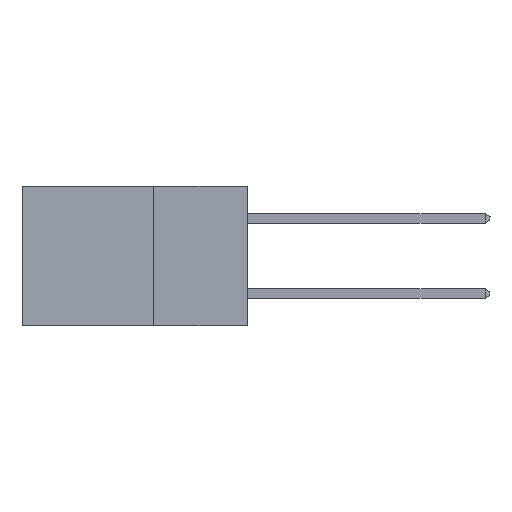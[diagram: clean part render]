
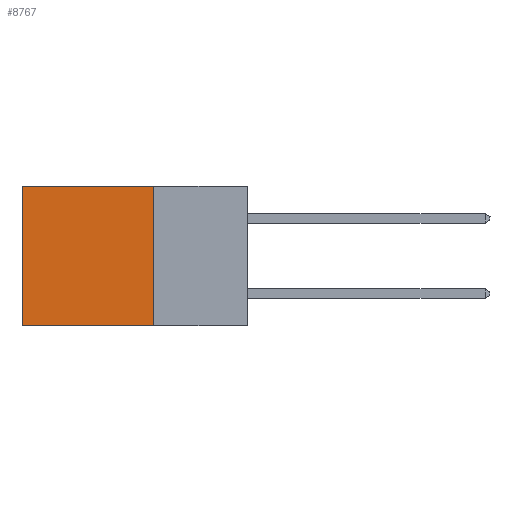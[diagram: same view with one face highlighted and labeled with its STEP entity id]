
A CAD part, left-side view. The second image highlights one B-rep face of the part: STEP entity #8767.
In plain terms, the highlighted planar face has unit normal (-1, 0, 0).
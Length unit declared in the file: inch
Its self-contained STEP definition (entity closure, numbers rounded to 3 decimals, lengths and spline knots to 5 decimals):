
#90 = VERTEX_POINT ( 'NONE', #13940 ) ;
#938 = ORIENTED_EDGE ( 'NONE', *, *, #1729, .F. ) ;
#1188 = CARTESIAN_POINT ( 'NONE',  ( 0.2615, 0.25, -0.37 ) ) ;
#1729 = EDGE_CURVE ( 'NONE', #90, #9054, #15389, .T. ) ;
#2327 = DIRECTION ( 'NONE',  ( 0., 0., -1. ) ) ;
#3011 = EDGE_CURVE ( 'NONE', #8795, #9573, #5963, .T. ) ;
#3918 = DIRECTION ( 'NONE',  ( 0., 0., -1. ) ) ;
#4292 = CARTESIAN_POINT ( 'NONE',  ( 0.2615, 0.6, 0. ) ) ;
#4304 = VECTOR ( 'NONE', #8535, 39.37008 ) ;
#4370 = ORIENTED_EDGE ( 'NONE', *, *, #3011, .T. ) ;
#4889 = CARTESIAN_POINT ( 'NONE',  ( 0.2615, 0.25, -0.37 ) ) ;
#4932 = DIRECTION ( 'NONE',  ( 0., 1., 0. ) ) ;
#5200 = CARTESIAN_POINT ( 'NONE',  ( 0.2615, 0.25, 0. ) ) ;
#5963 = LINE ( 'NONE', #14683, #11932 ) ;
#5978 = EDGE_LOOP ( 'NONE', ( #15208, #938, #11511, #4370 ) ) ;
#8301 = LINE ( 'NONE', #1188, #4304 ) ;
#8535 = DIRECTION ( 'NONE',  ( 0., 0., -1. ) ) ;
#8548 = FACE_OUTER_BOUND ( 'NONE', #5978, .T. ) ;
#8767 = ADVANCED_FACE ( 'NONE', ( #8548 ), #13354, .F. ) ;
#8795 = VERTEX_POINT ( 'NONE', #5200 ) ;
#8930 = VECTOR ( 'NONE', #2327, 39.37008 ) ;
#9020 = CARTESIAN_POINT ( 'NONE',  ( 0.2615, 0.25, -0.37 ) ) ;
#9054 = VERTEX_POINT ( 'NONE', #12088 ) ;
#9573 = VERTEX_POINT ( 'NONE', #4292 ) ;
#11511 = ORIENTED_EDGE ( 'NONE', *, *, #14790, .F. ) ;
#11932 = VECTOR ( 'NONE', #4932, 39.37008 ) ;
#12088 = CARTESIAN_POINT ( 'NONE',  ( 0.2615, 0.6, -0.37 ) ) ;
#12708 = AXIS2_PLACEMENT_3D ( 'NONE', #4889, #14859, #3918 ) ;
#12929 = CARTESIAN_POINT ( 'NONE',  ( 0.2615, 0.6, -0.37 ) ) ;
#13354 = PLANE ( 'NONE',  #12708 ) ;
#13756 = EDGE_CURVE ( 'NONE', #9573, #9054, #15413, .T. ) ;
#13876 = DIRECTION ( 'NONE',  ( 0., 1., 0. ) ) ;
#13940 = CARTESIAN_POINT ( 'NONE',  ( 0.2615, 0.25, -0.37 ) ) ;
#14683 = CARTESIAN_POINT ( 'NONE',  ( 0.2615, 0.25, 0. ) ) ;
#14694 = VECTOR ( 'NONE', #13876, 39.37008 ) ;
#14790 = EDGE_CURVE ( 'NONE', #8795, #90, #8301, .T. ) ;
#14859 = DIRECTION ( 'NONE',  ( 1., 0., 0. ) ) ;
#15208 = ORIENTED_EDGE ( 'NONE', *, *, #13756, .T. ) ;
#15389 = LINE ( 'NONE', #9020, #14694 ) ;
#15413 = LINE ( 'NONE', #12929, #8930 ) ;
